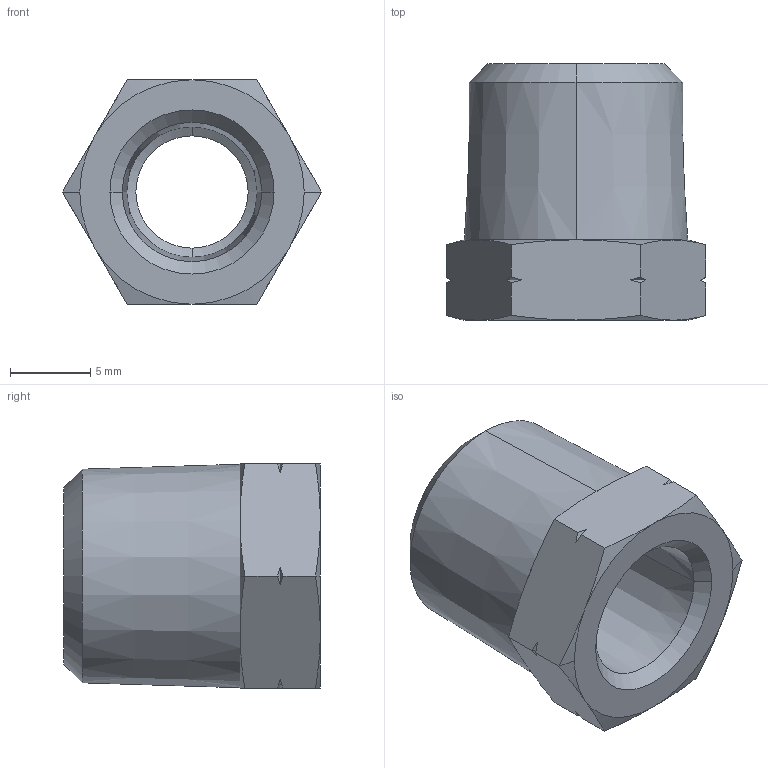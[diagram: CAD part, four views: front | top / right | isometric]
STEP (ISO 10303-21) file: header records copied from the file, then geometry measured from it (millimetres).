
FILE_DESCRIPTION(('STEP AP214'),'1');
FILE_NAME('1872_14_11.stp','2016-07-07T14:19:51',('TraceParts'),('TraceParts S.A.'),'Spatial InterOp 3D',' ',' ');
FILE_SCHEMA(('automotive_design'));
Length unit declared in the file: millimetre
Products named in the file (1): Solide1
Bounding box: 16.17 x 16 x 14 mm (x, y, z)
Volume: 1625.2 mm3; surface area: 1295.1 mm2
Topology: 1 solids, 1 shells, 53 faces, 124 edges, 74 vertices
Faces by surface type: cone 42, plane 9, cylinder 2
Entity records: 1994 total; most frequent: CARTESIAN_POINT 420, ORIENTED_EDGE 248, DIRECTION 228, EDGE_CURVE 124, AXIS2_PLACEMENT_3D 98, VERTEX_POINT 74, EDGE_LOOP 56, STYLED_ITEM 54
